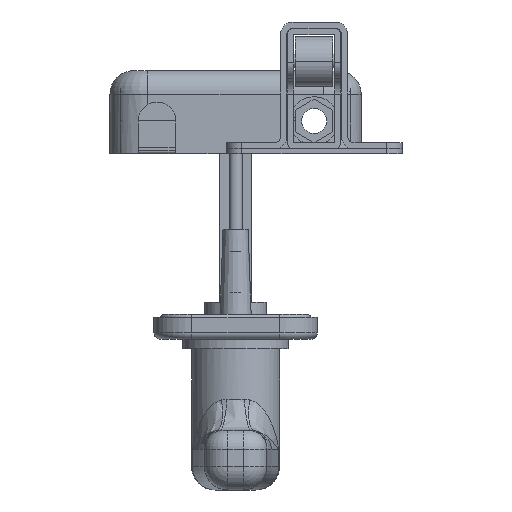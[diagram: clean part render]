
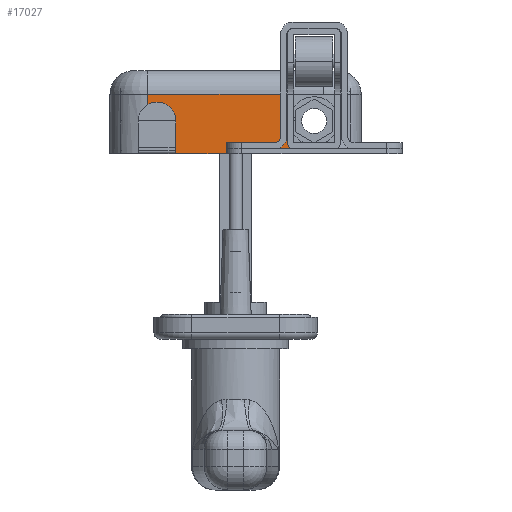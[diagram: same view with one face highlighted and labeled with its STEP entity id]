
A CAD part, front view. The second image highlights one B-rep face of the part: STEP entity #17027.
In plain terms, the highlighted planar face has unit normal (0, -1, 0).
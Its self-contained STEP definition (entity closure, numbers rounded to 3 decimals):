
#132 = EDGE_CURVE ( 'NONE', #12024, #1437, #10402, .T. ) ;
#153 = CARTESIAN_POINT ( 'NONE',  ( 19., -134., 0. ) ) ;
#279 = EDGE_CURVE ( 'NONE', #19680, #13775, #17041, .T. ) ;
#398 = VERTEX_POINT ( 'NONE', #11443 ) ;
#454 = ORIENTED_EDGE ( 'NONE', *, *, #19195, .F. ) ;
#628 = VECTOR ( 'NONE', #7241, 1000. ) ;
#663 = DIRECTION ( 'NONE',  ( -1., 0., 0. ) ) ;
#720 = CARTESIAN_POINT ( 'NONE',  ( 28., -134., 19. ) ) ;
#1242 = LINE ( 'NONE', #6276, #5558 ) ;
#1437 = VERTEX_POINT ( 'NONE', #153 ) ;
#1781 = LINE ( 'NONE', #17600, #16998 ) ;
#2174 = EDGE_CURVE ( 'NONE', #12024, #17055, #1781, .T. ) ;
#2396 = CARTESIAN_POINT ( 'NONE',  ( -25., -134., 10.5 ) ) ;
#2564 = ORIENTED_EDGE ( 'NONE', *, *, #12121, .T. ) ;
#2734 = EDGE_CURVE ( 'NONE', #17055, #398, #5827, .T. ) ;
#3103 = VECTOR ( 'NONE', #16633, 1000. ) ;
#3148 = PLANE ( 'NONE',  #15478 ) ;
#3979 = DIRECTION ( 'NONE',  ( 0., -1., 0. ) ) ;
#4070 = LINE ( 'NONE', #9018, #3103 ) ;
#4888 = CARTESIAN_POINT ( 'NONE',  ( -40., -134., 26.5 ) ) ;
#5039 = ORIENTED_EDGE ( 'NONE', *, *, #2734, .F. ) ;
#5376 = FACE_OUTER_BOUND ( 'NONE', #15386, .T. ) ;
#5546 = DIRECTION ( 'NONE',  ( 0., -1., 0. ) ) ;
#5558 = VECTOR ( 'NONE', #16873, 1000. ) ;
#5581 = CARTESIAN_POINT ( 'NONE',  ( -28., -134., 19. ) ) ;
#5827 = CIRCLE ( 'NONE', #12975, 6. ) ;
#6085 = ORIENTED_EDGE ( 'NONE', *, *, #279, .T. ) ;
#6276 = CARTESIAN_POINT ( 'NONE',  ( 19., -134., 0. ) ) ;
#6295 = DIRECTION ( 'NONE',  ( 0., 0., 1. ) ) ;
#6362 = AXIS2_PLACEMENT_3D ( 'NONE', #14666, #3979, #8498 ) ;
#7241 = DIRECTION ( 'NONE',  ( 1., 0., 0. ) ) ;
#7674 = CIRCLE ( 'NONE', #6362, 6. ) ;
#8498 = DIRECTION ( 'NONE',  ( 0., 0., -1. ) ) ;
#8988 = VECTOR ( 'NONE', #13928, 1000. ) ;
#9018 = CARTESIAN_POINT ( 'NONE',  ( -28., -134., 26.5 ) ) ;
#10123 = CARTESIAN_POINT ( 'NONE',  ( -19., -134., 0. ) ) ;
#10402 = LINE ( 'NONE', #18732, #628 ) ;
#10799 = VECTOR ( 'NONE', #663, 1000. ) ;
#11443 = CARTESIAN_POINT ( 'NONE',  ( -28., -134., 15.696 ) ) ;
#11798 = ORIENTED_EDGE ( 'NONE', *, *, #132, .T. ) ;
#12024 = VERTEX_POINT ( 'NONE', #10123 ) ;
#12121 = EDGE_CURVE ( 'NONE', #19244, #398, #4070, .T. ) ;
#12408 = CARTESIAN_POINT ( 'NONE',  ( 28., -134., 26.5 ) ) ;
#12975 = AXIS2_PLACEMENT_3D ( 'NONE', #2396, #5546, #17673 ) ;
#13755 = VERTEX_POINT ( 'NONE', #14312 ) ;
#13775 = VERTEX_POINT ( 'NONE', #720 ) ;
#13928 = DIRECTION ( 'NONE',  ( 0., 0., 1. ) ) ;
#14260 = ORIENTED_EDGE ( 'NONE', *, *, #18496, .F. ) ;
#14312 = CARTESIAN_POINT ( 'NONE',  ( 19., -134., 10.5 ) ) ;
#14666 = CARTESIAN_POINT ( 'NONE',  ( 25., -134., 10.5 ) ) ;
#15310 = ORIENTED_EDGE ( 'NONE', *, *, #17917, .T. ) ;
#15386 = EDGE_LOOP ( 'NONE', ( #14260, #454, #6085, #15310, #2564, #5039, #19127, #11798 ) ) ;
#15478 = AXIS2_PLACEMENT_3D ( 'NONE', #4888, #18360, #6295 ) ;
#15502 = CARTESIAN_POINT ( 'NONE',  ( -19., -134., 10.5 ) ) ;
#15906 = CARTESIAN_POINT ( 'NONE',  ( -28., -134., 19. ) ) ;
#16155 = DIRECTION ( 'NONE',  ( 0., 0., 1. ) ) ;
#16633 = DIRECTION ( 'NONE',  ( 0., 0., -1. ) ) ;
#16835 = CARTESIAN_POINT ( 'NONE',  ( 28., -134., 15.696 ) ) ;
#16873 = DIRECTION ( 'NONE',  ( 0., 0., -1. ) ) ;
#16998 = VECTOR ( 'NONE', #16155, 1000. ) ;
#17027 = ADVANCED_FACE ( 'NONE', ( #5376 ), #3148, .F. ) ;
#17041 = LINE ( 'NONE', #12408, #8988 ) ;
#17055 = VERTEX_POINT ( 'NONE', #15502 ) ;
#17600 = CARTESIAN_POINT ( 'NONE',  ( -19., -134., 0. ) ) ;
#17673 = DIRECTION ( 'NONE',  ( 0., 0., 1. ) ) ;
#17917 = EDGE_CURVE ( 'NONE', #13775, #19244, #18886, .T. ) ;
#18360 = DIRECTION ( 'NONE',  ( 0., 1., 0. ) ) ;
#18496 = EDGE_CURVE ( 'NONE', #13755, #1437, #1242, .T. ) ;
#18732 = CARTESIAN_POINT ( 'NONE',  ( -40., -134., 0. ) ) ;
#18886 = LINE ( 'NONE', #15906, #10799 ) ;
#19127 = ORIENTED_EDGE ( 'NONE', *, *, #2174, .F. ) ;
#19195 = EDGE_CURVE ( 'NONE', #19680, #13755, #7674, .T. ) ;
#19244 = VERTEX_POINT ( 'NONE', #5581 ) ;
#19680 = VERTEX_POINT ( 'NONE', #16835 ) ;
